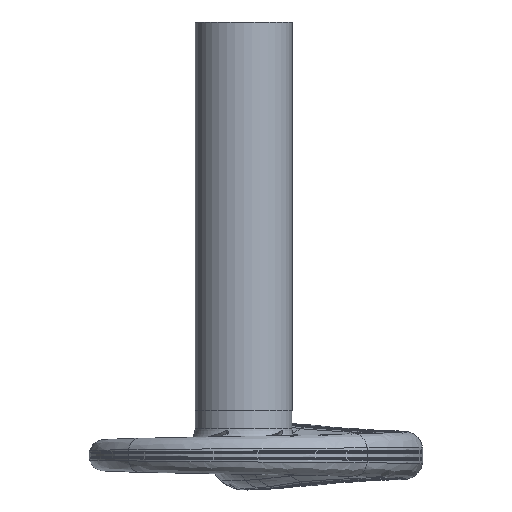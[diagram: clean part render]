
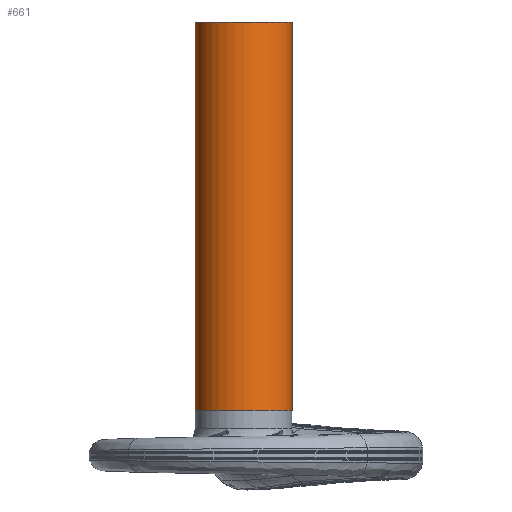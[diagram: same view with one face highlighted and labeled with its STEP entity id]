
A CAD part, front view. The second image highlights one B-rep face of the part: STEP entity #661.
In plain terms, the highlighted cylindrical face has radius 35.5 mm (diameter 71 mm), a partial arc.
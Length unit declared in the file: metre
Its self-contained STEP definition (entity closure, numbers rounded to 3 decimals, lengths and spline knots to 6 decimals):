
#661=ADVANCED_FACE('0:4216',(#1609),#1610,.T.);
#1609=FACE_OUTER_BOUND('',#13965,.T.);
#1610=CYLINDRICAL_SURFACE('',#13966,0.0355);
#13965=EDGE_LOOP('',(#16323,#16324,#16325,#16326));
#13966=AXIS2_PLACEMENT_3D('',#16327,#16328,#16329);
#16323=ORIENTED_EDGE('',*,*,#17432,.F.);
#16324=ORIENTED_EDGE('',*,*,#17433,.T.);
#16325=ORIENTED_EDGE('',*,*,#17434,.F.);
#16326=ORIENTED_EDGE('',*,*,#17435,.F.);
#16327=CARTESIAN_POINT('',(0.0,0.0,0.0));
#16328=DIRECTION('',(0.0,-1.0,0.0));
#16329=DIRECTION('',(1.0,0.0,0.0));
#17432=EDGE_CURVE('',#19090,#19091,#19092,.T.);
#17433=EDGE_CURVE('0:4222',#19090,#19093,#19094,.T.);
#17434=EDGE_CURVE('',#19095,#19093,#19096,.T.);
#17435=EDGE_CURVE('0:4225',#19091,#19095,#19097,.T.);
#19090=VERTEX_POINT('',#26028);
#19091=VERTEX_POINT('',#26029);
#19092=LINE('',#26030,#26031);
#19093=VERTEX_POINT('',#26032);
#19094=CIRCLE('',#26033,0.0355);
#19095=VERTEX_POINT('',#26034);
#19096=LINE('',#26035,#26036);
#19097=CIRCLE('',#26037,0.0355);
#26028=CARTESIAN_POINT('',(0.0355,0.0,0.0));
#26029=CARTESIAN_POINT('',(0.0355,0.284,0.0));
#26030=CARTESIAN_POINT('',(0.0355,0.0,0.));
#26031=VECTOR('',#27080,1.0);
#26032=CARTESIAN_POINT('',(-0.0355,0.0,0.));
#26033=AXIS2_PLACEMENT_3D('',#27081,#27082,#27083);
#26034=CARTESIAN_POINT('',(-0.0355,0.284,0.));
#26035=CARTESIAN_POINT('',(-0.0355,0.0,0.));
#26036=VECTOR('',#27084,1.0);
#26037=AXIS2_PLACEMENT_3D('',#27085,#27086,#27087);
#27080=DIRECTION('',(-0.0,1.0,-0.0));
#27081=CARTESIAN_POINT('',(0.0,0.0,0.0));
#27082=DIRECTION('',(-0.0,1.0,0.0));
#27083=DIRECTION('',(1.0,0.0,0.0));
#27084=DIRECTION('',(0.0,-1.0,0.0));
#27085=CARTESIAN_POINT('',(0.0,0.284,0.0));
#27086=DIRECTION('',(-0.0,1.0,0.0));
#27087=DIRECTION('',(1.0,0.0,0.0));
